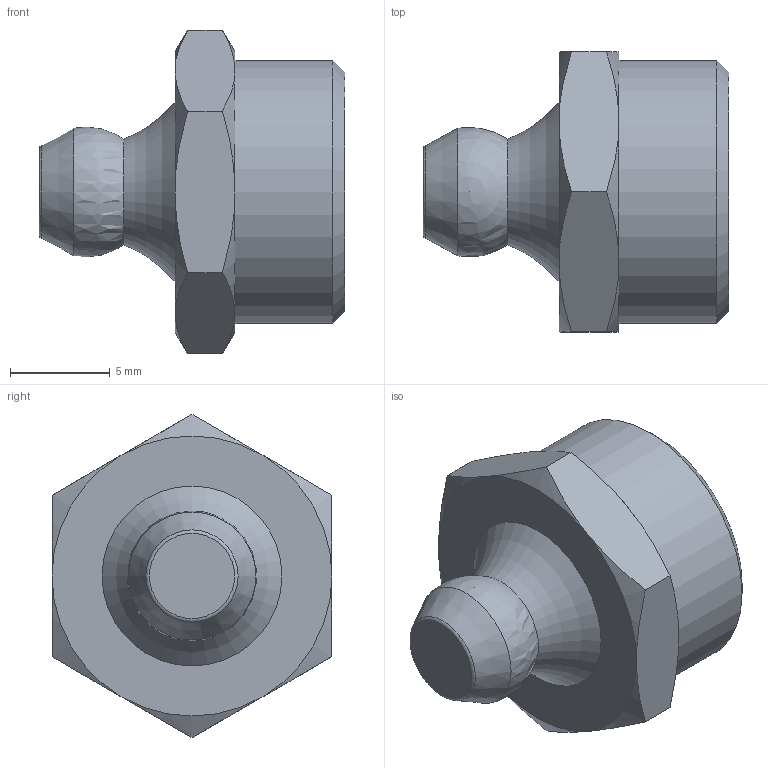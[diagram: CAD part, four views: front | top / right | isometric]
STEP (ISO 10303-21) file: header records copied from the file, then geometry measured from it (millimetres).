
FILE_DESCRIPTION((''),'2;1');
FILE_NAME('3011_Schmiernippel_1_4.stp','2012-02-24T12:39:21',('pascalzweiacker'),(''),'Autodesk Inventor 2012','Autodesk Inventor 2012','');
FILE_SCHEMA(('AUTOMOTIVE_DESIGN { 1 0 10303 214 1 1 1 1 }'));
Length unit declared in the file: millimetre
Products named in the file (1): 3011_Schmiernippel_1_4
Bounding box: 15.3 x 14 x 16.17 mm (x, y, z)
Volume: 1417.9 mm3; surface area: 835.6 mm2
Topology: 1 solids, 1 shells, 30 faces, 63 edges, 37 vertices
Faces by surface type: cone 15, plane 10, cylinder 2, torus 2, sphere 1
Full cylindrical faces by diameter (mm): 3 x1, 13.157 x1
Entity records: 724 total; most frequent: CARTESIAN_POINT 165, DIRECTION 112, ORIENTED_EDGE 104, AXIS2_PLACEMENT_3D 53, EDGE_CURVE 52, EDGE_LOOP 40, VERTEX_POINT 34, FACE_OUTER_BOUND 30
